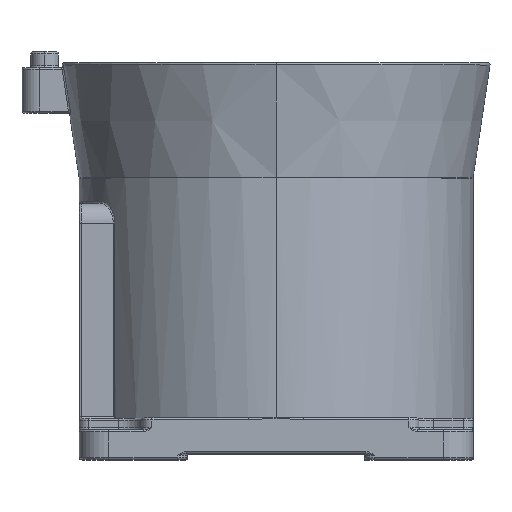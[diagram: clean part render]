
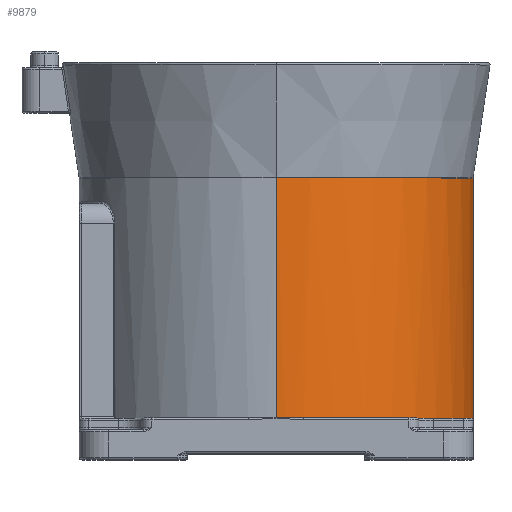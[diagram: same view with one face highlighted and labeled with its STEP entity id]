
A CAD part, top view. The second image highlights one B-rep face of the part: STEP entity #9879.
In plain terms, the highlighted cylindrical face has radius 100 mm (diameter 200 mm), a partial arc.
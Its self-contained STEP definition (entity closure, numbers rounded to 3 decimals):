
#52 = CARTESIAN_POINT ( 'NONE',  ( 0., 21., 0. ) ) ;
#89 = DIRECTION ( 'NONE',  ( 0., -1., 0. ) ) ;
#136 = ORIENTED_EDGE ( 'NONE', *, *, #7928, .T. ) ;
#354 = VERTEX_POINT ( 'NONE', #3744 ) ;
#418 = VERTEX_POINT ( 'NONE', #5788 ) ;
#448 = ORIENTED_EDGE ( 'NONE', *, *, #6980, .F. ) ;
#512 = AXIS2_PLACEMENT_3D ( 'NONE', #806, #6328, #1811 ) ;
#519 = EDGE_CURVE ( 'NONE', #7595, #4361, #5982, .T. ) ;
#806 = CARTESIAN_POINT ( 'NONE',  ( 0., 21., 0. ) ) ;
#814 = CARTESIAN_POINT ( 'NONE',  ( 0., 20.737, 100. ) ) ;
#1104 = EDGE_CURVE ( 'NONE', #8650, #354, #9059, .T. ) ;
#1151 = CARTESIAN_POINT ( 'NONE',  ( 99., 21., -14.107 ) ) ;
#1454 = VECTOR ( 'NONE', #89, 1000. ) ;
#1674 = VERTEX_POINT ( 'NONE', #8799 ) ;
#1688 = AXIS2_PLACEMENT_3D ( 'NONE', #7772, #4193, #2534 ) ;
#1811 = DIRECTION ( 'NONE',  ( 0., 0., -1. ) ) ;
#1892 = ORIENTED_EDGE ( 'NONE', *, *, #1104, .F. ) ;
#2069 = VERTEX_POINT ( 'NONE', #8425 ) ;
#2168 = VERTEX_POINT ( 'NONE', #4905 ) ;
#2534 = DIRECTION ( 'NONE',  ( 0., 0., -1. ) ) ;
#3148 = AXIS2_PLACEMENT_3D ( 'NONE', #9764, #11509, #4338 ) ;
#3229 = ORIENTED_EDGE ( 'NONE', *, *, #9129, .F. ) ;
#3571 = LINE ( 'NONE', #814, #6627 ) ;
#3736 = CIRCLE ( 'NONE', #3148, 100. ) ;
#3744 = CARTESIAN_POINT ( 'NONE',  ( 14.107, 21., 99. ) ) ;
#4067 = FACE_OUTER_BOUND ( 'NONE', #8549, .T. ) ;
#4107 = DIRECTION ( 'NONE',  ( 0., 0., -1. ) ) ;
#4138 = AXIS2_PLACEMENT_3D ( 'NONE', #8847, #11837, #4486 ) ;
#4193 = DIRECTION ( 'NONE',  ( 0., -1., 0. ) ) ;
#4312 = CIRCLE ( 'NONE', #9270, 100. ) ;
#4338 = DIRECTION ( 'NONE',  ( 0., 0., -1. ) ) ;
#4361 = VERTEX_POINT ( 'NONE', #1151 ) ;
#4420 = CARTESIAN_POINT ( 'NONE',  ( 0., 21., 0. ) ) ;
#4486 = DIRECTION ( 'NONE',  ( 0., 0., -1. ) ) ;
#4511 = CARTESIAN_POINT ( 'NONE',  ( 99., 21., 14.107 ) ) ;
#4777 = LINE ( 'NONE', #9310, #1454 ) ;
#4806 = CARTESIAN_POINT ( 'NONE',  ( 0., 21., -100. ) ) ;
#4860 = DIRECTION ( 'NONE',  ( 0., 0., -1. ) ) ;
#4905 = CARTESIAN_POINT ( 'NONE',  ( 100., 21., 0. ) ) ;
#4979 = DIRECTION ( 'NONE',  ( 0., -1., 0. ) ) ;
#5281 = CIRCLE ( 'NONE', #4138, 100. ) ;
#5459 = DIRECTION ( 'NONE',  ( 0., 0., -1. ) ) ;
#5467 = AXIS2_PLACEMENT_3D ( 'NONE', #7674, #4979, #4860 ) ;
#5688 = CIRCLE ( 'NONE', #512, 100. ) ;
#5788 = CARTESIAN_POINT ( 'NONE',  ( 0., 21., 100. ) ) ;
#5790 = AXIS2_PLACEMENT_3D ( 'NONE', #10553, #6088, #4107 ) ;
#5832 = AXIS2_PLACEMENT_3D ( 'NONE', #4420, #9903, #11591 ) ;
#5982 = CIRCLE ( 'NONE', #5790, 100. ) ;
#6088 = DIRECTION ( 'NONE',  ( 0., -1., 0. ) ) ;
#6170 = ORIENTED_EDGE ( 'NONE', *, *, #519, .F. ) ;
#6328 = DIRECTION ( 'NONE',  ( 0., -1., 0. ) ) ;
#6618 = EDGE_CURVE ( 'NONE', #354, #418, #5281, .T. ) ;
#6627 = VECTOR ( 'NONE', #10742, 1000. ) ;
#6810 = CIRCLE ( 'NONE', #5467, 100. ) ;
#6833 = EDGE_CURVE ( 'NONE', #1674, #418, #3571, .T. ) ;
#6980 = EDGE_CURVE ( 'NONE', #2069, #10370, #4777, .T. ) ;
#7579 = EDGE_CURVE ( 'NONE', #10370, #7595, #3736, .T. ) ;
#7595 = VERTEX_POINT ( 'NONE', #9710 ) ;
#7674 = CARTESIAN_POINT ( 'NONE',  ( 0., 142.925, 0. ) ) ;
#7772 = CARTESIAN_POINT ( 'NONE',  ( 0., 20.737, 0. ) ) ;
#7928 = EDGE_CURVE ( 'NONE', #2069, #1674, #6810, .T. ) ;
#8425 = CARTESIAN_POINT ( 'NONE',  ( 0., 142.925, -100. ) ) ;
#8451 = ORIENTED_EDGE ( 'NONE', *, *, #6833, .T. ) ;
#8549 = EDGE_LOOP ( 'NONE', ( #136, #8451, #8960, #1892, #3229, #11015, #6170, #11382, #448 ) ) ;
#8650 = VERTEX_POINT ( 'NONE', #4511 ) ;
#8799 = CARTESIAN_POINT ( 'NONE',  ( 0., 142.925, 100. ) ) ;
#8847 = CARTESIAN_POINT ( 'NONE',  ( 0., 21., 0. ) ) ;
#8960 = ORIENTED_EDGE ( 'NONE', *, *, #6618, .F. ) ;
#9059 = CIRCLE ( 'NONE', #5832, 100. ) ;
#9129 = EDGE_CURVE ( 'NONE', #2168, #8650, #4312, .T. ) ;
#9207 = DIRECTION ( 'NONE',  ( 0., -1., 0. ) ) ;
#9270 = AXIS2_PLACEMENT_3D ( 'NONE', #52, #9207, #5459 ) ;
#9310 = CARTESIAN_POINT ( 'NONE',  ( 0., 20.737, -100. ) ) ;
#9710 = CARTESIAN_POINT ( 'NONE',  ( 14.107, 21., -99. ) ) ;
#9764 = CARTESIAN_POINT ( 'NONE',  ( 0., 21., 0. ) ) ;
#9879 = ADVANCED_FACE ( 'NONE', ( #4067 ), #10448, .T. ) ;
#9903 = DIRECTION ( 'NONE',  ( 0., -1., 0. ) ) ;
#10370 = VERTEX_POINT ( 'NONE', #4806 ) ;
#10448 = CYLINDRICAL_SURFACE ( 'NONE', #1688, 100. ) ;
#10553 = CARTESIAN_POINT ( 'NONE',  ( 0., 21., 0. ) ) ;
#10742 = DIRECTION ( 'NONE',  ( 0., -1., 0. ) ) ;
#11015 = ORIENTED_EDGE ( 'NONE', *, *, #11082, .F. ) ;
#11082 = EDGE_CURVE ( 'NONE', #4361, #2168, #5688, .T. ) ;
#11382 = ORIENTED_EDGE ( 'NONE', *, *, #7579, .F. ) ;
#11509 = DIRECTION ( 'NONE',  ( 0., -1., 0. ) ) ;
#11591 = DIRECTION ( 'NONE',  ( 0., 0., -1. ) ) ;
#11837 = DIRECTION ( 'NONE',  ( 0., -1., 0. ) ) ;
